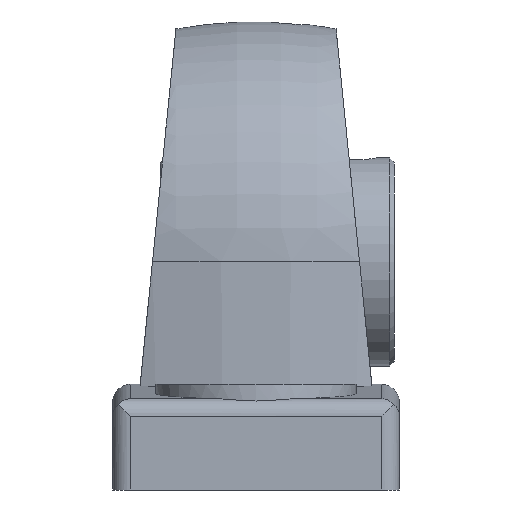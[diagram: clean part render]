
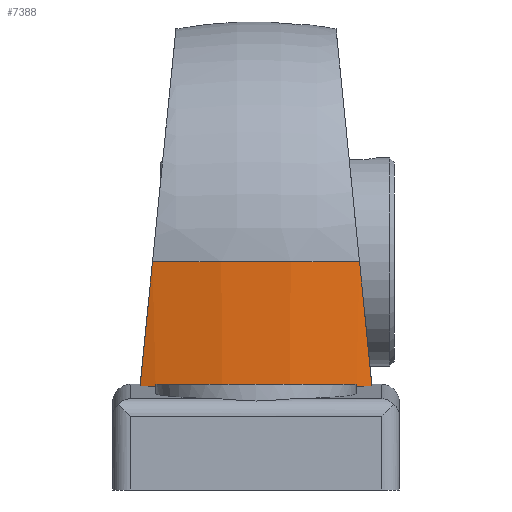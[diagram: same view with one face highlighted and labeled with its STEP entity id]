
A CAD part, front view. The second image highlights one B-rep face of the part: STEP entity #7388.
In plain terms, the highlighted cylindrical face has radius 60.579 mm (diameter 121.158 mm), a partial arc.
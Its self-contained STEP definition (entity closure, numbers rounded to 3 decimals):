
#27 = EDGE_CURVE ( 'NONE', #1082, #8190, #8307, .T. ) ;
#90 = CIRCLE ( 'NONE', #6240, 60.579 ) ;
#164 = CARTESIAN_POINT ( 'NONE',  ( -13.3, -30.322, -16.378 ) ) ;
#172 = ORIENTED_EDGE ( 'NONE', *, *, #27, .F. ) ;
#211 = VERTEX_POINT ( 'NONE', #5599 ) ;
#273 = DIRECTION ( 'NONE',  ( -1., 0., 0. ) ) ;
#335 = AXIS2_PLACEMENT_3D ( 'NONE', #2623, #5969, #5147 ) ;
#516 = ORIENTED_EDGE ( 'NONE', *, *, #3099, .T. ) ;
#842 = CARTESIAN_POINT ( 'NONE',  ( 13.99, -30.167, -16.471 ) ) ;
#869 = VERTEX_POINT ( 'NONE', #1256 ) ;
#1082 = VERTEX_POINT ( 'NONE', #6704 ) ;
#1151 = LINE ( 'NONE', #164, #8909 ) ;
#1256 = CARTESIAN_POINT ( 'NONE',  ( 13.3, -30.322, -16.479 ) ) ;
#1322 = EDGE_CURVE ( 'NONE', #211, #8190, #6337, .T. ) ;
#1418 = ORIENTED_EDGE ( 'NONE', *, *, #4504, .T. ) ;
#1668 = CARTESIAN_POINT ( 'NONE',  ( 13.706, -30.229, 0. ) ) ;
#2356 = VERTEX_POINT ( 'NONE', #10840 ) ;
#2438 = AXIS2_PLACEMENT_3D ( 'NONE', #5225, #2869, #273 ) ;
#2558 = CARTESIAN_POINT ( 'NONE',  ( 13.3, -30.322, -16.479 ) ) ;
#2623 = CARTESIAN_POINT ( 'NONE',  ( 0., 28.779, -17.2 ) ) ;
#2869 = DIRECTION ( 'NONE',  ( 0., 0., 1. ) ) ;
#2896 = VECTOR ( 'NONE', #7861, 1000. ) ;
#2969 = CARTESIAN_POINT ( 'NONE',  ( -13.3, -30.322, -16.2 ) ) ;
#3062 = CARTESIAN_POINT ( 'NONE',  ( 13.706, -30.229, 0. ) ) ;
#3099 = EDGE_CURVE ( 'NONE', #6072, #869, #6142, .T. ) ;
#3395 = CARTESIAN_POINT ( 'NONE',  ( 14.26, -30.1, -5.503 ) ) ;
#3492 = CIRCLE ( 'NONE', #2438, 60.579 ) ;
#3674 = EDGE_CURVE ( 'NONE', #6254, #211, #90, .T. ) ;
#4333 = CYLINDRICAL_SURFACE ( 'NONE', #335, 60.579 ) ;
#4504 = EDGE_CURVE ( 'NONE', #1082, #7082, #1151, .T. ) ;
#4647 = EDGE_LOOP ( 'NONE', ( #1418, #7235, #516, #9076, #10815, #4897, #8892, #172 ) ) ;
#4795 = DIRECTION ( 'NONE',  ( 0., 0., -1. ) ) ;
#4897 = ORIENTED_EDGE ( 'NONE', *, *, #3674, .T. ) ;
#4975 = CARTESIAN_POINT ( 'NONE',  ( -15.362, -29.82, -16.453 ) ) ;
#5147 = DIRECTION ( 'NONE',  ( -1., 0., 0. ) ) ;
#5225 = CARTESIAN_POINT ( 'NONE',  ( 0., 28.779, -16.2 ) ) ;
#5313 = CARTESIAN_POINT ( 'NONE',  ( 13.3, -30.322, -16.378 ) ) ;
#5488 = CARTESIAN_POINT ( 'NONE',  ( -14.678, -29.999, -16.462 ) ) ;
#5502 = EDGE_CURVE ( 'NONE', #2356, #6254, #10023, .T. ) ;
#5599 = CARTESIAN_POINT ( 'NONE',  ( -13.706, -30.229, 0. ) ) ;
#5857 = CARTESIAN_POINT ( 'NONE',  ( 15.362, -29.82, -16.453 ) ) ;
#5870 = CARTESIAN_POINT ( 'NONE',  ( 13.3, -30.322, -16.2 ) ) ;
#5907 = CARTESIAN_POINT ( 'NONE',  ( -15.362, -29.82, -16.453 ) ) ;
#5969 = DIRECTION ( 'NONE',  ( 0., 0., 1. ) ) ;
#6072 = VERTEX_POINT ( 'NONE', #5870 ) ;
#6142 = LINE ( 'NONE', #5313, #2896 ) ;
#6240 = AXIS2_PLACEMENT_3D ( 'NONE', #6332, #4795, #9715 ) ;
#6254 = VERTEX_POINT ( 'NONE', #3062 ) ;
#6314 = CARTESIAN_POINT ( 'NONE',  ( -15.362, -29.82, -16.453 ) ) ;
#6332 = CARTESIAN_POINT ( 'NONE',  ( 0., 28.779, 0. ) ) ;
#6337 =( BOUNDED_CURVE ( )  B_SPLINE_CURVE ( 3, ( #7734, #7576, #9232, #5907 ),
 .UNSPECIFIED., .F., .T. ) 
 B_SPLINE_CURVE_WITH_KNOTS ( ( 4, 4 ),
 ( 4.941, 4.969 ),
 .UNSPECIFIED. ) 
 CURVE ( )  GEOMETRIC_REPRESENTATION_ITEM ( )  RATIONAL_B_SPLINE_CURVE ( ( 1., 1., 1., 1. ) ) 
 REPRESENTATION_ITEM ( '' )  );
#6576 = EDGE_CURVE ( 'NONE', #7082, #6072, #3492, .T. ) ;
#6704 = CARTESIAN_POINT ( 'NONE',  ( -13.3, -30.322, -16.479 ) ) ;
#6740 = CARTESIAN_POINT ( 'NONE',  ( 15.362, -29.82, -16.453 ) ) ;
#7082 = VERTEX_POINT ( 'NONE', #2969 ) ;
#7235 = ORIENTED_EDGE ( 'NONE', *, *, #6576, .T. ) ;
#7388 = ADVANCED_FACE ( 'NONE', ( #10182 ), #4333, .T. ) ;
#7576 = CARTESIAN_POINT ( 'NONE',  ( -14.26, -30.1, -5.503 ) ) ;
#7734 = CARTESIAN_POINT ( 'NONE',  ( -13.706, -30.229, 0. ) ) ;
#7861 = DIRECTION ( 'NONE',  ( 0., 0., -1. ) ) ;
#8190 = VERTEX_POINT ( 'NONE', #4975 ) ;
#8202 = EDGE_CURVE ( 'NONE', #2356, #869, #8535, .T. ) ;
#8307 =( BOUNDED_CURVE ( )  B_SPLINE_CURVE ( 3, ( #9532, #8644, #5488, #6314 ),
 .UNSPECIFIED., .F., .T. ) 
 B_SPLINE_CURVE_WITH_KNOTS ( ( 4, 4 ),
 ( 0.221, 0.256 ),
 .UNSPECIFIED. ) 
 CURVE ( )  GEOMETRIC_REPRESENTATION_ITEM ( )  RATIONAL_B_SPLINE_CURVE ( ( 1., 1., 1., 1. ) ) 
 REPRESENTATION_ITEM ( '' )  );
#8341 = CARTESIAN_POINT ( 'NONE',  ( 14.678, -29.999, -16.462 ) ) ;
#8535 =( BOUNDED_CURVE ( )  B_SPLINE_CURVE ( 3, ( #6740, #8341, #842, #2558 ),
 .UNSPECIFIED., .F., .T. ) 
 B_SPLINE_CURVE_WITH_KNOTS ( ( 4, 4 ),
 ( 6.027, 6.062 ),
 .UNSPECIFIED. ) 
 CURVE ( )  GEOMETRIC_REPRESENTATION_ITEM ( )  RATIONAL_B_SPLINE_CURVE ( ( 1., 1., 1., 1. ) ) 
 REPRESENTATION_ITEM ( '' )  );
#8644 = CARTESIAN_POINT ( 'NONE',  ( -13.99, -30.167, -16.471 ) ) ;
#8771 = DIRECTION ( 'NONE',  ( 0., 0., 1. ) ) ;
#8892 = ORIENTED_EDGE ( 'NONE', *, *, #1322, .T. ) ;
#8909 = VECTOR ( 'NONE', #8771, 1000. ) ;
#9076 = ORIENTED_EDGE ( 'NONE', *, *, #8202, .F. ) ;
#9232 = CARTESIAN_POINT ( 'NONE',  ( -14.812, -29.964, -10.988 ) ) ;
#9233 = CARTESIAN_POINT ( 'NONE',  ( 14.812, -29.964, -10.988 ) ) ;
#9532 = CARTESIAN_POINT ( 'NONE',  ( -13.3, -30.322, -16.479 ) ) ;
#9715 = DIRECTION ( 'NONE',  ( -1., 0., 0. ) ) ;
#10023 =( BOUNDED_CURVE ( )  B_SPLINE_CURVE ( 3, ( #5857, #9233, #3395, #1668 ),
 .UNSPECIFIED., .F., .T. ) 
 B_SPLINE_CURVE_WITH_KNOTS ( ( 4, 4 ),
 ( 4.456, 4.484 ),
 .UNSPECIFIED. ) 
 CURVE ( )  GEOMETRIC_REPRESENTATION_ITEM ( )  RATIONAL_B_SPLINE_CURVE ( ( 1., 1., 1., 1. ) ) 
 REPRESENTATION_ITEM ( '' )  );
#10182 = FACE_OUTER_BOUND ( 'NONE', #4647, .T. ) ;
#10815 = ORIENTED_EDGE ( 'NONE', *, *, #5502, .T. ) ;
#10840 = CARTESIAN_POINT ( 'NONE',  ( 15.362, -29.82, -16.453 ) ) ;
